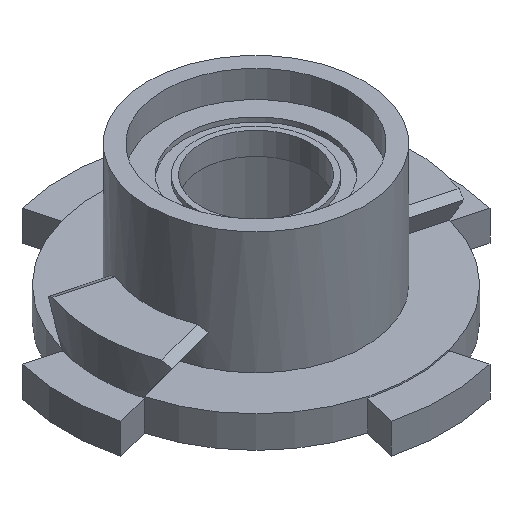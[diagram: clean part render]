
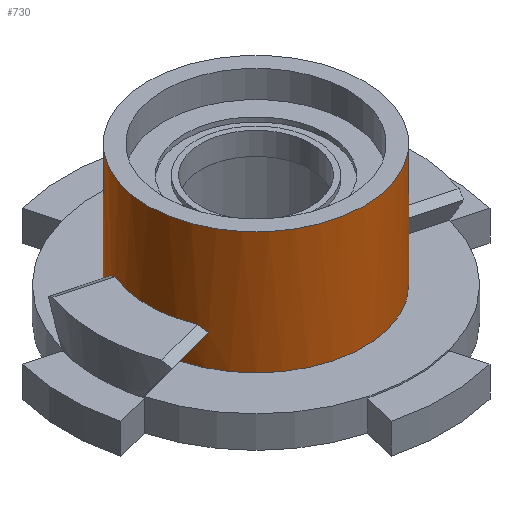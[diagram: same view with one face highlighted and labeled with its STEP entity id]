
A CAD part, isometric view. The second image highlights one B-rep face of the part: STEP entity #730.
In plain terms, the highlighted cylindrical face has radius 23.9 mm (diameter 47.8 mm), a full revolution.
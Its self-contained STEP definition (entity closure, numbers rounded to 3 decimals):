
#35=CIRCLE('',#772,23.9);
#36=CIRCLE('',#778,23.9);
#37=CIRCLE('',#779,23.9);
#40=CIRCLE('',#788,23.9);
#55=CIRCLE('',#832,23.9);
#56=CIRCLE('',#834,23.9);
#68=CYLINDRICAL_SURFACE('',#839,23.9);
#109=FACE_OUTER_BOUND('',#156,.T.);
#156=EDGE_LOOP('',(#641,#642,#643,#644,#645,#646,#647,#648,#649,#650,#651,
#652,#653,#654,#655,#656));
#207=LINE('',#1298,#258);
#258=VECTOR('',#1080,23.9);
#261=ELLIPSE('',#748,27.597,23.9);
#269=ELLIPSE('',#774,27.597,23.9);
#270=ELLIPSE('',#776,27.597,23.9);
#271=ELLIPSE('',#781,27.597,23.9);
#272=ELLIPSE('',#783,41.668,23.9);
#273=ELLIPSE('',#826,41.668,23.9);
#274=ELLIPSE('',#828,41.668,23.9);
#275=ELLIPSE('',#830,41.668,23.9);
#278=VERTEX_POINT('',#1089);
#279=VERTEX_POINT('',#1091);
#308=VERTEX_POINT('',#1154);
#309=VERTEX_POINT('',#1158);
#310=VERTEX_POINT('',#1162);
#311=VERTEX_POINT('',#1164);
#312=VERTEX_POINT('',#1168);
#313=VERTEX_POINT('',#1170);
#314=VERTEX_POINT('',#1174);
#315=VERTEX_POINT('',#1178);
#318=VERTEX_POINT('',#1188);
#341=VERTEX_POINT('',#1275);
#342=VERTEX_POINT('',#1279);
#343=VERTEX_POINT('',#1283);
#348=EDGE_CURVE('',#278,#279,#261,.F.);
#380=EDGE_CURVE('',#308,#279,#35,.T.);
#382=EDGE_CURVE('',#308,#309,#269,.F.);
#385=EDGE_CURVE('',#310,#311,#270,.F.);
#388=EDGE_CURVE('',#313,#312,#36,.T.);
#389=EDGE_CURVE('',#310,#313,#37,.T.);
#391=EDGE_CURVE('',#314,#312,#271,.F.);
#393=EDGE_CURVE('',#315,#314,#272,.T.);
#397=EDGE_CURVE('',#318,#318,#40,.T.);
#438=EDGE_CURVE('',#311,#341,#273,.T.);
#441=EDGE_CURVE('',#342,#278,#274,.T.);
#442=EDGE_CURVE('',#309,#343,#275,.T.);
#444=EDGE_CURVE('',#343,#315,#55,.T.);
#445=EDGE_CURVE('',#341,#342,#56,.T.);
#449=EDGE_CURVE('',#318,#313,#207,.T.);
#641=ORIENTED_EDGE('',*,*,#397,.F.);
#642=ORIENTED_EDGE('',*,*,#449,.T.);
#643=ORIENTED_EDGE('',*,*,#388,.T.);
#644=ORIENTED_EDGE('',*,*,#391,.F.);
#645=ORIENTED_EDGE('',*,*,#393,.F.);
#646=ORIENTED_EDGE('',*,*,#444,.F.);
#647=ORIENTED_EDGE('',*,*,#442,.F.);
#648=ORIENTED_EDGE('',*,*,#382,.F.);
#649=ORIENTED_EDGE('',*,*,#380,.T.);
#650=ORIENTED_EDGE('',*,*,#348,.F.);
#651=ORIENTED_EDGE('',*,*,#441,.F.);
#652=ORIENTED_EDGE('',*,*,#445,.F.);
#653=ORIENTED_EDGE('',*,*,#438,.F.);
#654=ORIENTED_EDGE('',*,*,#385,.F.);
#655=ORIENTED_EDGE('',*,*,#389,.T.);
#656=ORIENTED_EDGE('',*,*,#449,.F.);
#730=ADVANCED_FACE('',(#109),#68,.T.);
#748=AXIS2_PLACEMENT_3D('',#1092,#848,#849);
#772=AXIS2_PLACEMENT_3D('',#1155,#906,#907);
#774=AXIS2_PLACEMENT_3D('',#1159,#911,#912);
#776=AXIS2_PLACEMENT_3D('',#1165,#917,#918);
#778=AXIS2_PLACEMENT_3D('',#1171,#923,#924);
#779=AXIS2_PLACEMENT_3D('',#1172,#925,#926);
#781=AXIS2_PLACEMENT_3D('',#1176,#930,#931);
#783=AXIS2_PLACEMENT_3D('',#1180,#935,#936);
#788=AXIS2_PLACEMENT_3D('',#1189,#946,#947);
#826=AXIS2_PLACEMENT_3D('',#1276,#1048,#1049);
#828=AXIS2_PLACEMENT_3D('',#1281,#1054,#1055);
#830=AXIS2_PLACEMENT_3D('',#1284,#1058,#1059);
#832=AXIS2_PLACEMENT_3D('',#1287,#1063,#1064);
#834=AXIS2_PLACEMENT_3D('',#1289,#1067,#1068);
#839=AXIS2_PLACEMENT_3D('',#1297,#1078,#1079);
#848=DIRECTION('center_axis',(0.129,-0.483,0.866));
#849=DIRECTION('ref_axis',(-0.224,0.837,0.5));
#906=DIRECTION('center_axis',(0.,0.,1.));
#907=DIRECTION('ref_axis',(-1.,0.,0.));
#911=DIRECTION('center_axis',(0.129,0.483,0.866));
#912=DIRECTION('ref_axis',(-0.224,-0.837,0.5));
#917=DIRECTION('center_axis',(-0.129,-0.483,0.866));
#918=DIRECTION('ref_axis',(-0.224,-0.837,-0.5));
#923=DIRECTION('center_axis',(0.,0.,1.));
#924=DIRECTION('ref_axis',(-1.,0.,0.));
#925=DIRECTION('center_axis',(0.,0.,1.));
#926=DIRECTION('ref_axis',(-1.,0.,0.));
#930=DIRECTION('center_axis',(-0.129,0.483,0.866));
#931=DIRECTION('ref_axis',(-0.224,0.837,-0.5));
#935=DIRECTION('center_axis',(0.212,-0.791,0.574));
#936=DIRECTION('ref_axis',(0.148,-0.554,-0.819));
#946=DIRECTION('center_axis',(0.,0.,1.));
#947=DIRECTION('ref_axis',(-1.,0.,0.));
#1048=DIRECTION('center_axis',(0.212,0.791,0.574));
#1049=DIRECTION('ref_axis',(0.148,0.554,-0.819));
#1054=DIRECTION('center_axis',(-0.212,0.791,0.574));
#1055=DIRECTION('ref_axis',(0.148,-0.554,0.819));
#1058=DIRECTION('center_axis',(-0.212,-0.791,0.574));
#1059=DIRECTION('ref_axis',(0.148,0.554,0.819));
#1063=DIRECTION('center_axis',(0.,0.,-1.));
#1064=DIRECTION('ref_axis',(1.,0.,0.));
#1067=DIRECTION('center_axis',(0.,0.,-1.));
#1068=DIRECTION('ref_axis',(1.,0.,0.));
#1078=DIRECTION('center_axis',(0.,0.,-1.));
#1079=DIRECTION('ref_axis',(-1.,0.,0.));
#1080=DIRECTION('',(0.,0.,-1.));
#1089=CARTESIAN_POINT('',(-21.335,-10.771,18.972));
#1091=CARTESIAN_POINT('',(-22.088,-9.129,20.));
#1092=CARTESIAN_POINT('Origin',(0.,0.,21.791));
#1154=CARTESIAN_POINT('',(-22.088,9.129,20.));
#1155=CARTESIAN_POINT('Origin',(0.,0.,20.));
#1158=CARTESIAN_POINT('',(-21.335,10.771,18.972));
#1159=CARTESIAN_POINT('Origin',(0.,0.,21.791));
#1162=CARTESIAN_POINT('',(22.088,-9.129,20.));
#1164=CARTESIAN_POINT('',(21.335,-10.771,18.972));
#1165=CARTESIAN_POINT('Origin',(0.,0.,21.791));
#1168=CARTESIAN_POINT('',(22.088,9.129,20.));
#1170=CARTESIAN_POINT('',(23.9,0.,20.));
#1171=CARTESIAN_POINT('Origin',(0.,0.,20.));
#1172=CARTESIAN_POINT('Origin',(0.,0.,20.));
#1174=CARTESIAN_POINT('',(21.335,10.771,18.972));
#1176=CARTESIAN_POINT('Origin',(0.,0.,21.791));
#1178=CARTESIAN_POINT('',(23.086,6.186,12.));
#1180=CARTESIAN_POINT('Origin',(0.,0.,12.));
#1188=CARTESIAN_POINT('',(23.9,0.,39.));
#1189=CARTESIAN_POINT('Origin',(0.,0.,39.));
#1275=CARTESIAN_POINT('',(23.086,-6.186,12.));
#1276=CARTESIAN_POINT('Origin',(0.,0.,12.));
#1279=CARTESIAN_POINT('',(-23.086,-6.186,12.));
#1281=CARTESIAN_POINT('Origin',(0.,0.,12.));
#1283=CARTESIAN_POINT('',(-23.086,6.186,12.));
#1284=CARTESIAN_POINT('Origin',(0.,0.,12.));
#1287=CARTESIAN_POINT('Origin',(0.,0.,12.));
#1289=CARTESIAN_POINT('Origin',(0.,0.,12.));
#1297=CARTESIAN_POINT('Origin',(0.,0.,40.));
#1298=CARTESIAN_POINT('',(23.9,0.,40.));
